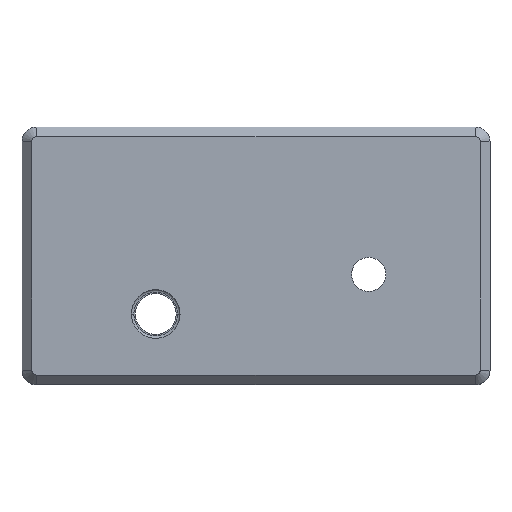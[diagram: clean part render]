
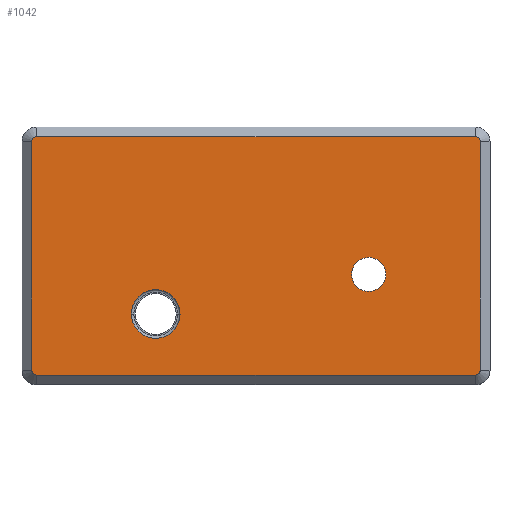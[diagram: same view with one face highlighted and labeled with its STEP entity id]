
A CAD part, top view. The second image highlights one B-rep face of the part: STEP entity #1042.
In plain terms, the highlighted planar face has unit normal (0, 0, 1).
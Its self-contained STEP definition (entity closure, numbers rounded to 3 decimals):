
#19 = AXIS2_PLACEMENT_3D ( 'NONE', #427, #1188, #4497 ) ;
#69 = EDGE_CURVE ( 'NONE', #2165, #1740, #3917, .T. ) ;
#71 = CARTESIAN_POINT ( 'NONE',  ( -75.054, -87.158, 3. ) ) ;
#111 = CARTESIAN_POINT ( 'NONE',  ( -75.054, -39.158, 3. ) ) ;
#193 = EDGE_LOOP ( 'NONE', ( #4720, #1612 ) ) ;
#270 = CIRCLE ( 'NONE', #19, 3.5 ) ;
#427 = CARTESIAN_POINT ( 'NONE',  ( -6.75, -67.458, 3. ) ) ;
#441 = CARTESIAN_POINT ( 'NONE',  ( 0., 0., 3. ) ) ;
#574 = DIRECTION ( 'NONE',  ( -1., 0., 0. ) ) ;
#575 = CARTESIAN_POINT ( 'NONE',  ( 16.2, 0., 3. ) ) ;
#577 = ORIENTED_EDGE ( 'NONE', *, *, #763, .F. ) ;
#643 = VERTEX_POINT ( 'NONE', #2168 ) ;
#651 = CARTESIAN_POINT ( 'NONE',  ( -55.55, -75.608, 3. ) ) ;
#671 = CIRCLE ( 'NONE', #2674, 1. ) ;
#697 = DIRECTION ( 'NONE',  ( -1., 0., 0. ) ) ;
#763 = EDGE_CURVE ( 'NONE', #2923, #2563, #270, .T. ) ;
#796 = ORIENTED_EDGE ( 'NONE', *, *, #895, .F. ) ;
#830 = CIRCLE ( 'NONE', #4568, 1. ) ;
#843 = VERTEX_POINT ( 'NONE', #111 ) ;
#877 = EDGE_CURVE ( 'NONE', #4310, #4792, #671, .T. ) ;
#895 = EDGE_CURVE ( 'NONE', #2563, #2923, #4620, .T. ) ;
#912 = CARTESIAN_POINT ( 'NONE',  ( 16.2, -87.158, 3. ) ) ;
#914 = DIRECTION ( 'NONE',  ( -1., 0., 0. ) ) ;
#935 = ORIENTED_EDGE ( 'NONE', *, *, #4348, .T. ) ;
#1010 = FACE_BOUND ( 'NONE', #3096, .T. ) ;
#1042 = ADVANCED_FACE ( 'NONE', ( #2010, #1139, #1010 ), #4821, .F. ) ;
#1139 = FACE_BOUND ( 'NONE', #193, .T. ) ;
#1183 = EDGE_LOOP ( 'NONE', ( #3992, #1976, #3445, #935, #1662, #1897, #2685, #3533 ) ) ;
#1188 = DIRECTION ( 'NONE',  ( 0., 0., 1. ) ) ;
#1231 = AXIS2_PLACEMENT_3D ( 'NONE', #3833, #1262, #3798 ) ;
#1238 = CARTESIAN_POINT ( 'NONE',  ( -76.054, -40.158, 3. ) ) ;
#1262 = DIRECTION ( 'NONE',  ( 0., 0., 1. ) ) ;
#1548 = DIRECTION ( 'NONE',  ( -1., 0., 0. ) ) ;
#1601 = DIRECTION ( 'NONE',  ( 0., 0., 1. ) ) ;
#1612 = ORIENTED_EDGE ( 'NONE', *, *, #2172, .F. ) ;
#1662 = ORIENTED_EDGE ( 'NONE', *, *, #3521, .T. ) ;
#1721 = DIRECTION ( 'NONE',  ( 1., 0., 0. ) ) ;
#1740 = VERTEX_POINT ( 'NONE', #651 ) ;
#1755 = AXIS2_PLACEMENT_3D ( 'NONE', #3017, #2000, #3443 ) ;
#1805 = CARTESIAN_POINT ( 'NONE',  ( 15.2, -88.158, 3. ) ) ;
#1860 = AXIS2_PLACEMENT_3D ( 'NONE', #3544, #2098, #1721 ) ;
#1897 = ORIENTED_EDGE ( 'NONE', *, *, #3142, .T. ) ;
#1904 = DIRECTION ( 'NONE',  ( -1., 0., 0. ) ) ;
#1949 = CARTESIAN_POINT ( 'NONE',  ( -76.054, -87.158, 3. ) ) ;
#1976 = ORIENTED_EDGE ( 'NONE', *, *, #4118, .T. ) ;
#1987 = DIRECTION ( 'NONE',  ( 0., 0., 1. ) ) ;
#2000 = DIRECTION ( 'NONE',  ( 0., 0., 1. ) ) ;
#2010 = FACE_OUTER_BOUND ( 'NONE', #1183, .T. ) ;
#2021 = VECTOR ( 'NONE', #3499, 1000. ) ;
#2098 = DIRECTION ( 'NONE',  ( 0., 0., 1. ) ) ;
#2165 = VERTEX_POINT ( 'NONE', #2440 ) ;
#2168 = CARTESIAN_POINT ( 'NONE',  ( 15.2, -39.158, 3. ) ) ;
#2172 = EDGE_CURVE ( 'NONE', #1740, #2165, #3736, .T. ) ;
#2395 = EDGE_CURVE ( 'NONE', #843, #4261, #2572, .T. ) ;
#2440 = CARTESIAN_POINT ( 'NONE',  ( -45.55, -75.608, 3. ) ) ;
#2489 = VECTOR ( 'NONE', #4515, 1000. ) ;
#2563 = VERTEX_POINT ( 'NONE', #3790 ) ;
#2572 = CIRCLE ( 'NONE', #3343, 1. ) ;
#2621 = DIRECTION ( 'NONE',  ( 0., 0., -1. ) ) ;
#2623 = LINE ( 'NONE', #2756, #4494 ) ;
#2664 = EDGE_CURVE ( 'NONE', #4261, #4310, #2677, .T. ) ;
#2674 = AXIS2_PLACEMENT_3D ( 'NONE', #71, #1601, #1904 ) ;
#2677 = LINE ( 'NONE', #2943, #4661 ) ;
#2685 = ORIENTED_EDGE ( 'NONE', *, *, #2395, .T. ) ;
#2756 = CARTESIAN_POINT ( 'NONE',  ( 0., -39.158, 3. ) ) ;
#2867 = LINE ( 'NONE', #575, #2021 ) ;
#2871 = LINE ( 'NONE', #4123, #2489 ) ;
#2914 = CARTESIAN_POINT ( 'NONE',  ( -75.054, -40.158, 3. ) ) ;
#2923 = VERTEX_POINT ( 'NONE', #4401 ) ;
#2943 = CARTESIAN_POINT ( 'NONE',  ( -76.054, 0., 3. ) ) ;
#3017 = CARTESIAN_POINT ( 'NONE',  ( -6.75, -67.458, 3. ) ) ;
#3096 = EDGE_LOOP ( 'NONE', ( #796, #577 ) ) ;
#3142 = EDGE_CURVE ( 'NONE', #643, #843, #2623, .T. ) ;
#3149 = DIRECTION ( 'NONE',  ( 0., 0., 1. ) ) ;
#3243 = EDGE_CURVE ( 'NONE', #3505, #4316, #830, .T. ) ;
#3290 = DIRECTION ( 'NONE',  ( 0., -1., 0. ) ) ;
#3343 = AXIS2_PLACEMENT_3D ( 'NONE', #2914, #4783, #697 ) ;
#3443 = DIRECTION ( 'NONE',  ( 1., 0., 0. ) ) ;
#3445 = ORIENTED_EDGE ( 'NONE', *, *, #3243, .T. ) ;
#3461 = VERTEX_POINT ( 'NONE', #4678 ) ;
#3499 = DIRECTION ( 'NONE',  ( 0., 1., 0. ) ) ;
#3505 = VERTEX_POINT ( 'NONE', #1805 ) ;
#3521 = EDGE_CURVE ( 'NONE', #3461, #643, #3842, .T. ) ;
#3533 = ORIENTED_EDGE ( 'NONE', *, *, #2664, .T. ) ;
#3544 = CARTESIAN_POINT ( 'NONE',  ( -50.55, -75.608, 3. ) ) ;
#3736 = CIRCLE ( 'NONE', #1860, 5. ) ;
#3790 = CARTESIAN_POINT ( 'NONE',  ( -3.25, -67.458, 3. ) ) ;
#3798 = DIRECTION ( 'NONE',  ( 1., 0., 0. ) ) ;
#3803 = CARTESIAN_POINT ( 'NONE',  ( -75.054, -88.158, 3. ) ) ;
#3832 = CARTESIAN_POINT ( 'NONE',  ( 15.2, -40.158, 3. ) ) ;
#3833 = CARTESIAN_POINT ( 'NONE',  ( -50.55, -75.608, 3. ) ) ;
#3842 = CIRCLE ( 'NONE', #4102, 1. ) ;
#3917 = CIRCLE ( 'NONE', #1231, 5. ) ;
#3992 = ORIENTED_EDGE ( 'NONE', *, *, #877, .T. ) ;
#4102 = AXIS2_PLACEMENT_3D ( 'NONE', #3832, #1987, #4580 ) ;
#4118 = EDGE_CURVE ( 'NONE', #4792, #3505, #2871, .T. ) ;
#4123 = CARTESIAN_POINT ( 'NONE',  ( 0., -88.158, 3. ) ) ;
#4261 = VERTEX_POINT ( 'NONE', #1238 ) ;
#4310 = VERTEX_POINT ( 'NONE', #1949 ) ;
#4316 = VERTEX_POINT ( 'NONE', #912 ) ;
#4348 = EDGE_CURVE ( 'NONE', #4316, #3461, #2867, .T. ) ;
#4401 = CARTESIAN_POINT ( 'NONE',  ( -10.25, -67.458, 3. ) ) ;
#4494 = VECTOR ( 'NONE', #914, 1000. ) ;
#4497 = DIRECTION ( 'NONE',  ( 1., 0., 0. ) ) ;
#4515 = DIRECTION ( 'NONE',  ( 1., 0., 0. ) ) ;
#4568 = AXIS2_PLACEMENT_3D ( 'NONE', #4684, #3149, #574 ) ;
#4580 = DIRECTION ( 'NONE',  ( -1., 0., 0. ) ) ;
#4620 = CIRCLE ( 'NONE', #1755, 3.5 ) ;
#4661 = VECTOR ( 'NONE', #3290, 1000. ) ;
#4676 = AXIS2_PLACEMENT_3D ( 'NONE', #441, #2621, #1548 ) ;
#4678 = CARTESIAN_POINT ( 'NONE',  ( 16.2, -40.158, 3. ) ) ;
#4684 = CARTESIAN_POINT ( 'NONE',  ( 15.2, -87.158, 3. ) ) ;
#4720 = ORIENTED_EDGE ( 'NONE', *, *, #69, .F. ) ;
#4783 = DIRECTION ( 'NONE',  ( 0., 0., 1. ) ) ;
#4792 = VERTEX_POINT ( 'NONE', #3803 ) ;
#4821 = PLANE ( 'NONE',  #4676 ) ;
